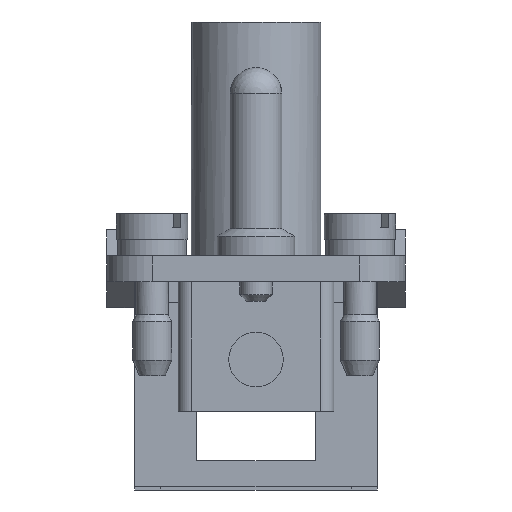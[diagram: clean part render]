
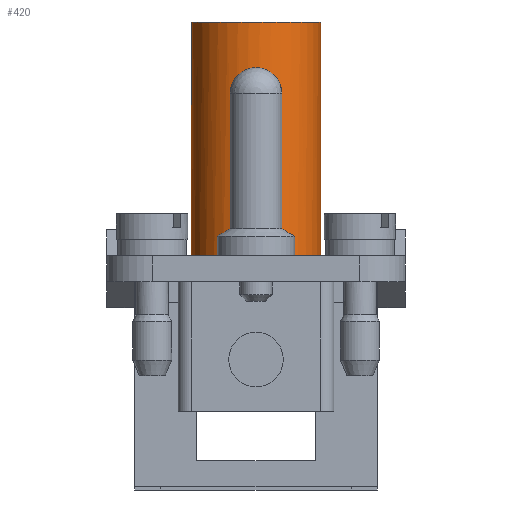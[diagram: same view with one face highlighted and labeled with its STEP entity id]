
A CAD part, left-side view. The second image highlights one B-rep face of the part: STEP entity #420.
In plain terms, the highlighted cylindrical face has radius 5 mm (diameter 10 mm), a full revolution.
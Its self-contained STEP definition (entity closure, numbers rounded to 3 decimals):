
#247=CYLINDRICAL_SURFACE('',#3257,5.);
#293=FACE_BOUND('',#749,.T.);
#294=FACE_BOUND('',#750,.T.);
#420=ADVANCED_FACE('',(#293,#294),#247,.T.);
#749=EDGE_LOOP('',(#1629));
#750=EDGE_LOOP('',(#1630));
#1629=ORIENTED_EDGE('',*,*,#2748,.T.);
#1630=ORIENTED_EDGE('',*,*,#2749,.T.);
#2451=VERTEX_POINT('',#4589);
#2452=VERTEX_POINT('',#4591);
#2748=EDGE_CURVE('',#2451,#2451,#3148,.T.);
#2749=EDGE_CURVE('',#2452,#2452,#3149,.T.);
#3148=CIRCLE('',#3255,5.);
#3149=CIRCLE('',#3256,5.);
#3255=AXIS2_PLACEMENT_3D('',#4588,#3569,#3570);
#3256=AXIS2_PLACEMENT_3D('',#4590,#3571,#3572);
#3257=AXIS2_PLACEMENT_3D('',#4592,#3573,#3574);
#3569=DIRECTION('',(0.,0.,-1.));
#3570=DIRECTION('',(0.415,0.91,0.));
#3571=DIRECTION('',(0.,0.,1.));
#3572=DIRECTION('',(0.,-1.,0.));
#3573=DIRECTION('',(0.,0.,1.));
#3574=DIRECTION('',(1.,0.,0.));
#4588=CARTESIAN_POINT('',(23.2,0.,20.));
#4589=CARTESIAN_POINT('',(25.277,4.548,20.));
#4590=CARTESIAN_POINT('',(23.2,0.,2.));
#4591=CARTESIAN_POINT('',(28.2,0.,2.));
#4592=CARTESIAN_POINT('',(23.2,0.,2.));
